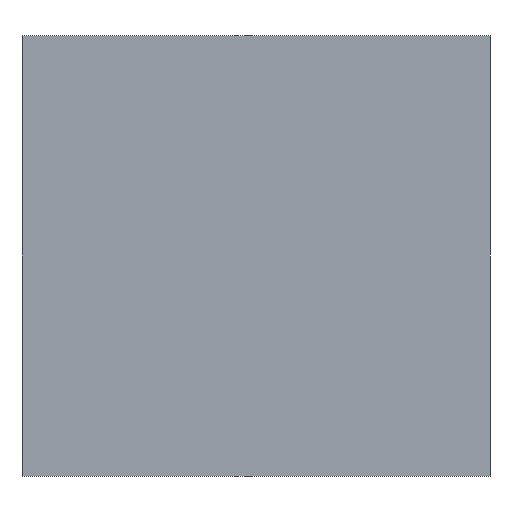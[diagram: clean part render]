
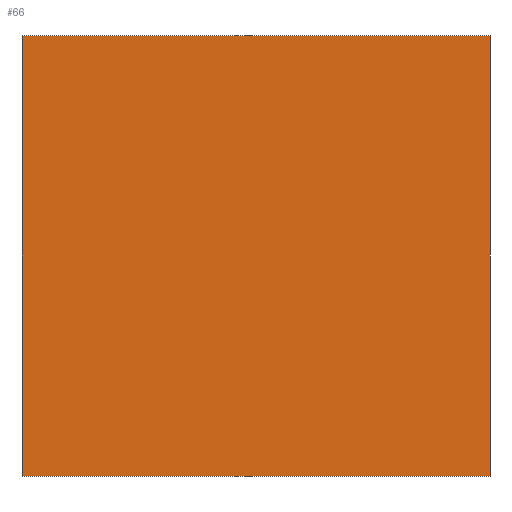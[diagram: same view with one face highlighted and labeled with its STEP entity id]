
A CAD part, front view. The second image highlights one B-rep face of the part: STEP entity #66.
In plain terms, the highlighted planar face has unit normal (0, -1, 0).
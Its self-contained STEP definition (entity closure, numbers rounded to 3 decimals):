
#1 = LINE ( 'NONE', #354, #206 ) ;
#19 = EDGE_CURVE ( 'NONE', #364, #131, #89, .T. ) ;
#38 = FACE_OUTER_BOUND ( 'NONE', #525, .T. ) ;
#48 = CARTESIAN_POINT ( 'NONE',  ( 56.515, -1.75, -53.205 ) ) ;
#64 = LINE ( 'NONE', #221, #106 ) ;
#66 = ADVANCED_FACE ( 'NONE', ( #38 ), #644, .F. ) ;
#70 = ORIENTED_EDGE ( 'NONE', *, *, #19, .F. ) ;
#73 = ORIENTED_EDGE ( 'NONE', *, *, #431, .F. ) ;
#78 = CARTESIAN_POINT ( 'NONE',  ( -56.515, -1.75, -53.205 ) ) ;
#89 = LINE ( 'NONE', #393, #628 ) ;
#106 = VECTOR ( 'NONE', #278, 1000. ) ;
#131 = VERTEX_POINT ( 'NONE', #158 ) ;
#158 = CARTESIAN_POINT ( 'NONE',  ( -56.515, -1.75, 53.205 ) ) ;
#175 = VERTEX_POINT ( 'NONE', #48 ) ;
#189 = AXIS2_PLACEMENT_3D ( 'NONE', #242, #336, #346 ) ;
#193 = CARTESIAN_POINT ( 'NONE',  ( 56.515, -1.75, -53.205 ) ) ;
#206 = VECTOR ( 'NONE', #444, 1000. ) ;
#221 = CARTESIAN_POINT ( 'NONE',  ( 56.515, -1.75, 53.205 ) ) ;
#242 = CARTESIAN_POINT ( 'NONE',  ( 0., -1.75, 0. ) ) ;
#247 = DIRECTION ( 'NONE',  ( 0., 0., 1. ) ) ;
#278 = DIRECTION ( 'NONE',  ( 0., 0., -1. ) ) ;
#321 = ORIENTED_EDGE ( 'NONE', *, *, #615, .F. ) ;
#336 = DIRECTION ( 'NONE',  ( 0., 1., 0. ) ) ;
#346 = DIRECTION ( 'NONE',  ( 0., 0., 1. ) ) ;
#349 = EDGE_CURVE ( 'NONE', #361, #175, #64, .T. ) ;
#354 = CARTESIAN_POINT ( 'NONE',  ( -56.515, -1.75, 53.205 ) ) ;
#361 = VERTEX_POINT ( 'NONE', #526 ) ;
#364 = VERTEX_POINT ( 'NONE', #78 ) ;
#393 = CARTESIAN_POINT ( 'NONE',  ( -56.515, -1.75, -53.205 ) ) ;
#431 = EDGE_CURVE ( 'NONE', #175, #364, #586, .T. ) ;
#444 = DIRECTION ( 'NONE',  ( 1., 0., 0. ) ) ;
#463 = ORIENTED_EDGE ( 'NONE', *, *, #349, .F. ) ;
#467 = VECTOR ( 'NONE', #485, 1000. ) ;
#485 = DIRECTION ( 'NONE',  ( -1., 0., 0. ) ) ;
#525 = EDGE_LOOP ( 'NONE', ( #321, #70, #73, #463 ) ) ;
#526 = CARTESIAN_POINT ( 'NONE',  ( 56.515, -1.75, 53.205 ) ) ;
#586 = LINE ( 'NONE', #193, #467 ) ;
#615 = EDGE_CURVE ( 'NONE', #131, #361, #1, .T. ) ;
#628 = VECTOR ( 'NONE', #247, 1000. ) ;
#644 = PLANE ( 'NONE',  #189 ) ;
